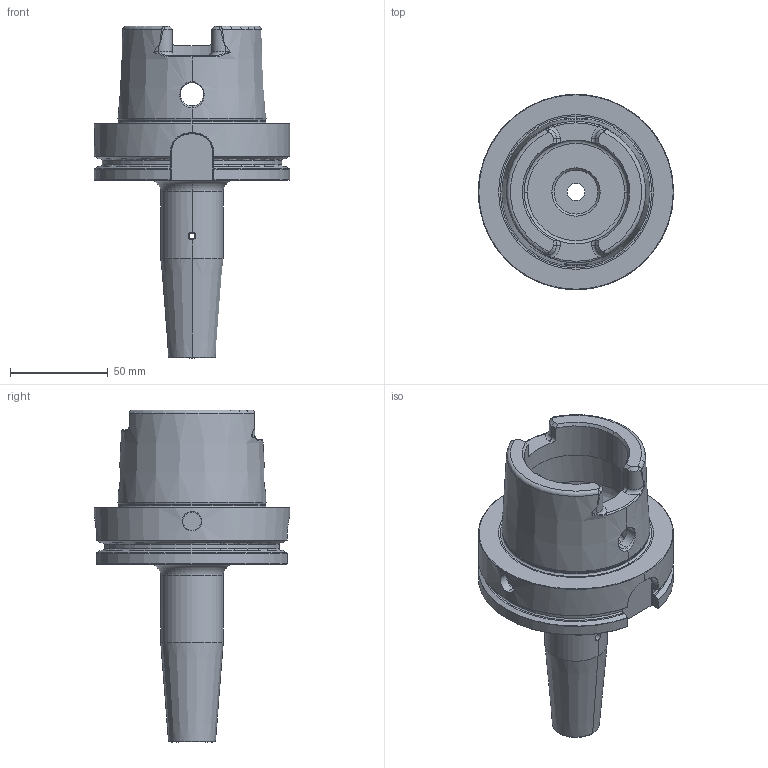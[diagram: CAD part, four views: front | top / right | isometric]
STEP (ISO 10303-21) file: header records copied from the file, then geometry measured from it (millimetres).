
FILE_DESCRIPTION (( 'STEP AP214' ), '1' );
FILE_NAME ('99.A10.012KF X=120_step.STEP', '2021-06-22T13:37:31', ( '' ), ( '' ), 'SwSTEP 2.0', 'SolidWorks 2018', '' );
FILE_SCHEMA (( 'AUTOMOTIVE_DESIGN' ));
Length unit declared in the file: millimetre
Products named in the file (1): 99.A10.012KF X=120_step
Bounding box: 99.93 x 99.93 x 169.9 mm (x, y, z)
Volume: 308611.9 mm3; surface area: 61627.6 mm2
Topology: 1 solids, 1 shells, 259 faces, 637 edges, 375 vertices
Faces by surface type: cylinder 70, torus 54, plane 51, cone 47, bspline 37
Entity records: 12045 total; most frequent: CARTESIAN_POINT 5962, ORIENTED_EDGE 1274, DIRECTION 1117, EDGE_CURVE 637, AXIS2_PLACEMENT_3D 466, VERTEX_POINT 375, EDGE_LOOP 268, FACE_OUTER_BOUND 259
